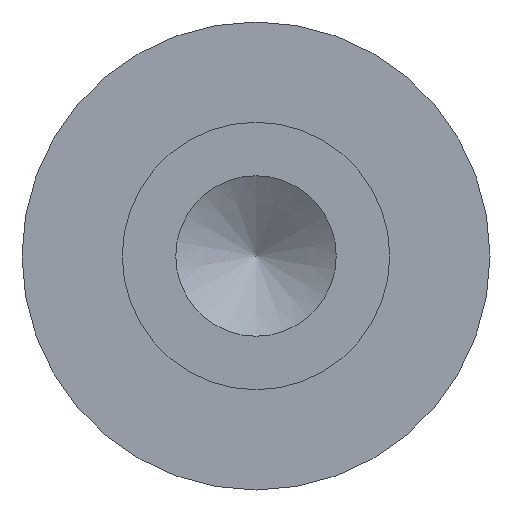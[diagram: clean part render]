
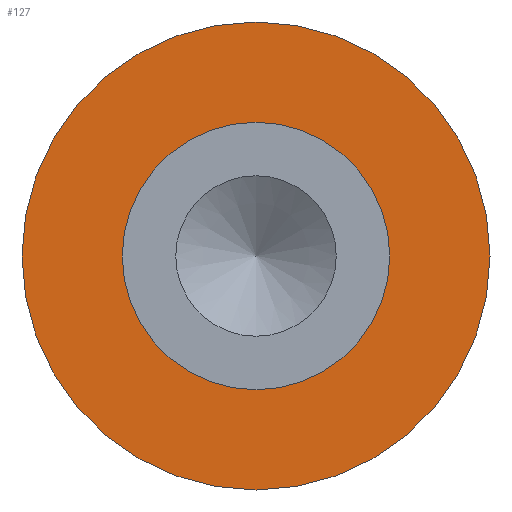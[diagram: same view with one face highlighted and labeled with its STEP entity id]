
A CAD part, left-side view. The second image highlights one B-rep face of the part: STEP entity #127.
In plain terms, the highlighted planar face has unit normal (-1, 0, 0).
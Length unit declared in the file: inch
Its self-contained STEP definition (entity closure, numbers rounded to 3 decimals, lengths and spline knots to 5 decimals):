
#33=FACE_BOUND('',#47,.T.);
#36=FACE_OUTER_BOUND('',#46,.T.);
#46=EDGE_LOOP('',(#93));
#47=EDGE_LOOP('',(#94));
#59=CIRCLE('',#152,0.035);
#60=CIRCLE('',#153,0.02);
#68=VERTEX_POINT('',#218);
#69=VERTEX_POINT('',#220);
#78=EDGE_CURVE('',#68,#68,#59,.T.);
#79=EDGE_CURVE('',#69,#69,#60,.T.);
#93=ORIENTED_EDGE('',*,*,#78,.T.);
#94=ORIENTED_EDGE('',*,*,#79,.T.);
#123=PLANE('',#151);
#127=ADVANCED_FACE('',(#36,#33),#123,.F.);
#151=AXIS2_PLACEMENT_3D('',#217,#172,#173);
#152=AXIS2_PLACEMENT_3D('',#219,#174,#175);
#153=AXIS2_PLACEMENT_3D('',#221,#176,#177);
#172=DIRECTION('center_axis',(1.,0.,0.));
#173=DIRECTION('ref_axis',(0.,0.,-1.));
#174=DIRECTION('center_axis',(-1.,0.,0.));
#175=DIRECTION('ref_axis',(0.,0.,1.));
#176=DIRECTION('center_axis',(1.,0.,0.));
#177=DIRECTION('ref_axis',(0.,0.,1.));
#217=CARTESIAN_POINT('Origin',(0.051,0.02,0.));
#218=CARTESIAN_POINT('',(0.051,0.,-0.035));
#219=CARTESIAN_POINT('Origin',(0.051,0.,0.));
#220=CARTESIAN_POINT('',(0.051,0.,-0.02));
#221=CARTESIAN_POINT('Origin',(0.051,0.,0.));
